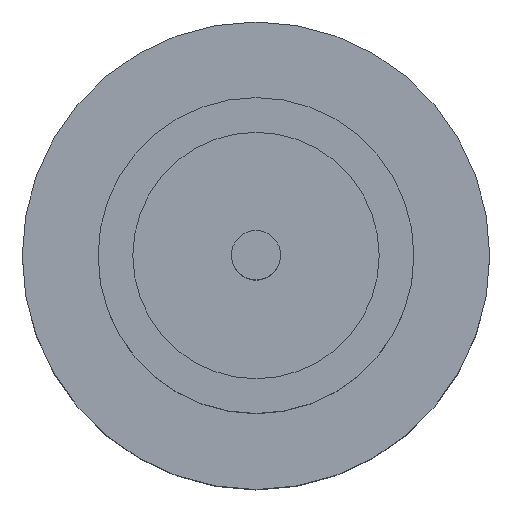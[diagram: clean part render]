
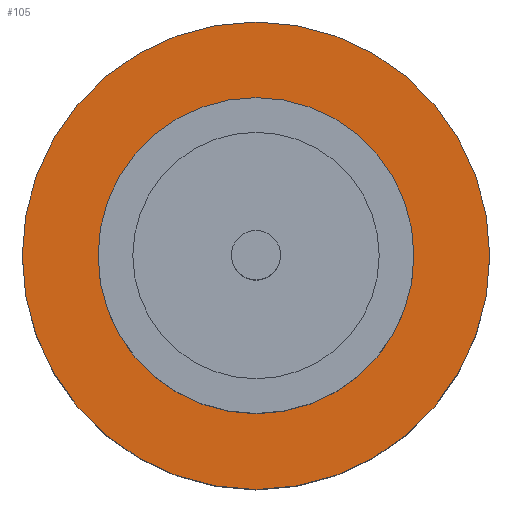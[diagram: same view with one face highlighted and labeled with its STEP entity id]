
A CAD part, top view. The second image highlights one B-rep face of the part: STEP entity #105.
In plain terms, the highlighted planar face has unit normal (0, 0, 1).
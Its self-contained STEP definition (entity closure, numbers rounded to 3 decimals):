
#36 = CARTESIAN_POINT ( 'NONE',  ( 0., 0., 1.55 ) ) ;
#53 = ORIENTED_EDGE ( 'NONE', *, *, #112, .T. ) ;
#75 = AXIS2_PLACEMENT_3D ( 'NONE', #278, #544, #349 ) ;
#80 = EDGE_CURVE ( 'NONE', #326, #291, #823, .T. ) ;
#81 = FACE_BOUND ( 'NONE', #183, .T. ) ;
#105 = ADVANCED_FACE ( 'NONE', ( #81, #499 ), #474, .T. ) ;
#108 = DIRECTION ( 'NONE',  ( 0., 0., 1. ) ) ;
#112 = EDGE_CURVE ( 'NONE', #185, #173, #633, .T. ) ;
#136 = CIRCLE ( 'NONE', #192, 1.25 ) ;
#152 = DIRECTION ( 'NONE',  ( 0., 0., 1. ) ) ;
#153 = EDGE_CURVE ( 'NONE', #173, #185, #712, .T. ) ;
#158 = CARTESIAN_POINT ( 'NONE',  ( 0., 0., 1.55 ) ) ;
#162 = DIRECTION ( 'NONE',  ( 0., 0., 1. ) ) ;
#166 = CARTESIAN_POINT ( 'NONE',  ( -1.25, 0., 1.55 ) ) ;
#173 = VERTEX_POINT ( 'NONE', #626 ) ;
#183 = EDGE_LOOP ( 'NONE', ( #385, #677 ) ) ;
#185 = VERTEX_POINT ( 'NONE', #834 ) ;
#192 = AXIS2_PLACEMENT_3D ( 'NONE', #36, #108, #842 ) ;
#217 = CARTESIAN_POINT ( 'NONE',  ( 0., 0., 1.55 ) ) ;
#223 = DIRECTION ( 'NONE',  ( 0., 0., 1. ) ) ;
#278 = CARTESIAN_POINT ( 'NONE',  ( 0., 0., 1.55 ) ) ;
#291 = VERTEX_POINT ( 'NONE', #166 ) ;
#326 = VERTEX_POINT ( 'NONE', #843 ) ;
#336 = AXIS2_PLACEMENT_3D ( 'NONE', #408, #162, #810 ) ;
#346 = ORIENTED_EDGE ( 'NONE', *, *, #153, .T. ) ;
#349 = DIRECTION ( 'NONE',  ( 1., 0., 0. ) ) ;
#358 = DIRECTION ( 'NONE',  ( 1., 0., 0. ) ) ;
#385 = ORIENTED_EDGE ( 'NONE', *, *, #80, .F. ) ;
#408 = CARTESIAN_POINT ( 'NONE',  ( 0., 0., 1.55 ) ) ;
#474 = PLANE ( 'NONE',  #336 ) ;
#499 = FACE_OUTER_BOUND ( 'NONE', #725, .T. ) ;
#525 = AXIS2_PLACEMENT_3D ( 'NONE', #158, #223, #358 ) ;
#544 = DIRECTION ( 'NONE',  ( 0., 0., 1. ) ) ;
#605 = DIRECTION ( 'NONE',  ( 1., 0., 0. ) ) ;
#626 = CARTESIAN_POINT ( 'NONE',  ( 1.85, 0., 1.55 ) ) ;
#633 = CIRCLE ( 'NONE', #634, 1.85 ) ;
#634 = AXIS2_PLACEMENT_3D ( 'NONE', #217, #152, #605 ) ;
#677 = ORIENTED_EDGE ( 'NONE', *, *, #786, .F. ) ;
#712 = CIRCLE ( 'NONE', #525, 1.85 ) ;
#725 = EDGE_LOOP ( 'NONE', ( #53, #346 ) ) ;
#786 = EDGE_CURVE ( 'NONE', #291, #326, #136, .T. ) ;
#810 = DIRECTION ( 'NONE',  ( 1., 0., 0. ) ) ;
#823 = CIRCLE ( 'NONE', #75, 1.25 ) ;
#834 = CARTESIAN_POINT ( 'NONE',  ( -1.85, 0., 1.55 ) ) ;
#842 = DIRECTION ( 'NONE',  ( 1., 0., 0. ) ) ;
#843 = CARTESIAN_POINT ( 'NONE',  ( 1.25, 0., 1.55 ) ) ;
